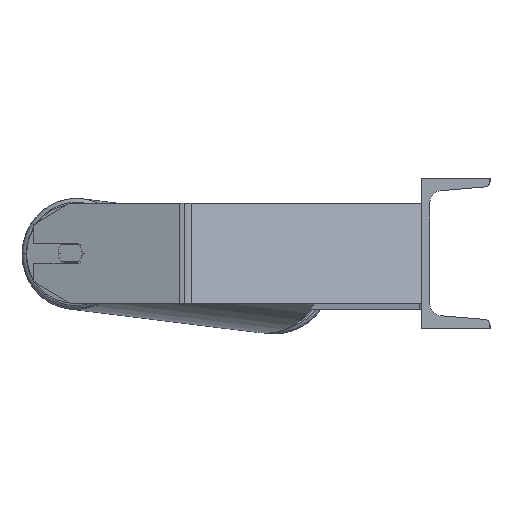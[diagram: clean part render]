
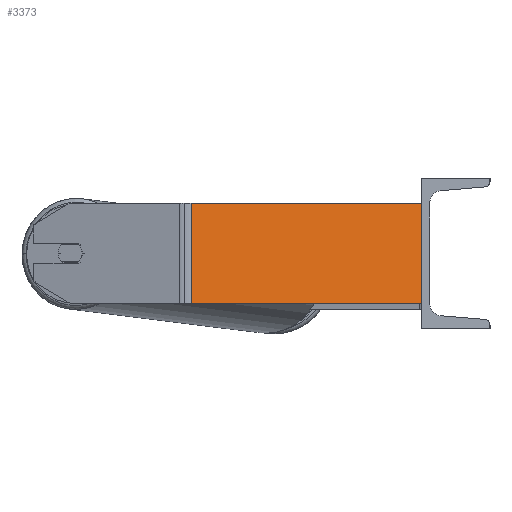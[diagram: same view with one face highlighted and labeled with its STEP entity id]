
A CAD part, left-side view. The second image highlights one B-rep face of the part: STEP entity #3373.
In plain terms, the highlighted planar face has unit normal (-0.94, -0.342, 0).
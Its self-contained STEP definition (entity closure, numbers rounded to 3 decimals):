
#171 = DIRECTION ( 'NONE',  ( 0.342, -0.94, 0. ) ) ;
#508 = CARTESIAN_POINT ( 'NONE',  ( -953.728, 188.83, 40. ) ) ;
#527 = DIRECTION ( 'NONE',  ( 0., 0., -1. ) ) ;
#686 = ORIENTED_EDGE ( 'NONE', *, *, #5120, .F. ) ;
#906 = VERTEX_POINT ( 'NONE', #2327 ) ;
#1120 = ORIENTED_EDGE ( 'NONE', *, *, #3791, .T. ) ;
#1522 = VECTOR ( 'NONE', #4688, 1000. ) ;
#1545 = DIRECTION ( 'NONE',  ( -0.342, 0.94, 0. ) ) ;
#1588 = LINE ( 'NONE', #4381, #1807 ) ;
#1791 = LINE ( 'NONE', #2663, #1522 ) ;
#1807 = VECTOR ( 'NONE', #171, 1000. ) ;
#1917 = LINE ( 'NONE', #4844, #7715 ) ;
#1970 = EDGE_CURVE ( 'NONE', #906, #2329, #1917, .T. ) ;
#2034 = VERTEX_POINT ( 'NONE', #2093 ) ;
#2093 = CARTESIAN_POINT ( 'NONE',  ( -885., 0., -40. ) ) ;
#2327 = CARTESIAN_POINT ( 'NONE',  ( -952.003, 184.089, 40. ) ) ;
#2329 = VERTEX_POINT ( 'NONE', #5738 ) ;
#2663 = CARTESIAN_POINT ( 'NONE',  ( -885., 0., 40. ) ) ;
#3220 = VERTEX_POINT ( 'NONE', #8079 ) ;
#3344 = EDGE_LOOP ( 'NONE', ( #1120, #686, #6958, #5753 ) ) ;
#3373 = ADVANCED_FACE ( 'NONE', ( #6448 ), #3396, .F. ) ;
#3396 = PLANE ( 'NONE',  #6322 ) ;
#3791 = EDGE_CURVE ( 'NONE', #2329, #2034, #1588, .T. ) ;
#4246 = DIRECTION ( 'NONE',  ( 0.94, 0.342, 0. ) ) ;
#4381 = CARTESIAN_POINT ( 'NONE',  ( -953.728, 188.83, -40. ) ) ;
#4661 = DIRECTION ( 'NONE',  ( 0.342, -0.94, 0. ) ) ;
#4688 = DIRECTION ( 'NONE',  ( 0., 0., -1. ) ) ;
#4844 = CARTESIAN_POINT ( 'NONE',  ( -952.003, 184.089, 40. ) ) ;
#5120 = EDGE_CURVE ( 'NONE', #3220, #2034, #1791, .T. ) ;
#5558 = EDGE_CURVE ( 'NONE', #906, #3220, #7527, .T. ) ;
#5738 = CARTESIAN_POINT ( 'NONE',  ( -952.003, 184.089, -40. ) ) ;
#5753 = ORIENTED_EDGE ( 'NONE', *, *, #1970, .T. ) ;
#6322 = AXIS2_PLACEMENT_3D ( 'NONE', #6362, #4246, #1545 ) ;
#6362 = CARTESIAN_POINT ( 'NONE',  ( -953.728, 188.83, 40. ) ) ;
#6448 = FACE_OUTER_BOUND ( 'NONE', #3344, .T. ) ;
#6958 = ORIENTED_EDGE ( 'NONE', *, *, #5558, .F. ) ;
#7111 = VECTOR ( 'NONE', #4661, 1000. ) ;
#7527 = LINE ( 'NONE', #508, #7111 ) ;
#7715 = VECTOR ( 'NONE', #527, 1000. ) ;
#8079 = CARTESIAN_POINT ( 'NONE',  ( -885., 0., 40. ) ) ;
